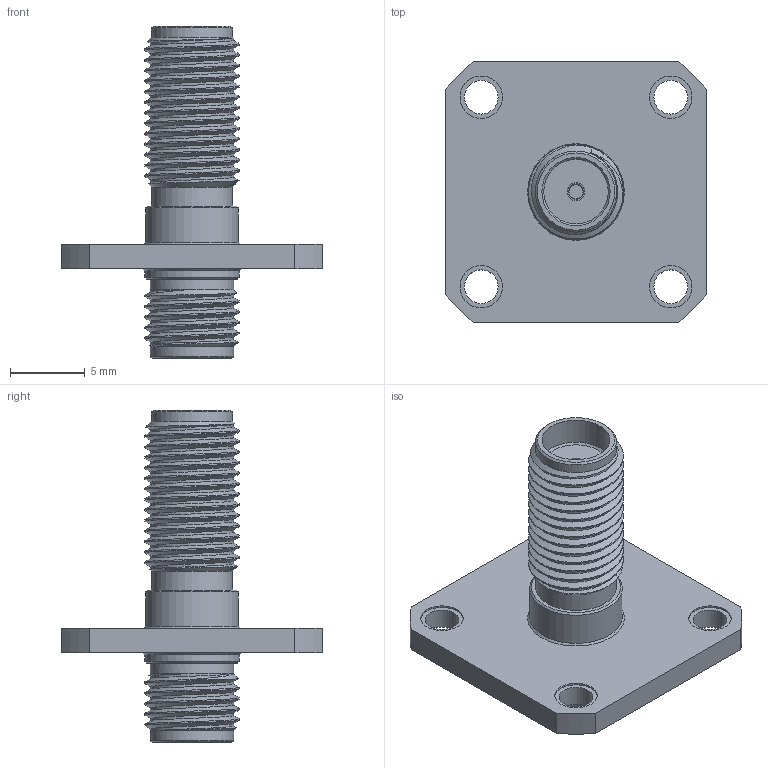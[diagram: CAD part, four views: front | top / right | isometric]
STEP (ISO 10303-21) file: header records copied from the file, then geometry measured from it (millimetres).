
FILE_DESCRIPTION (( 'STEP AP203' ), '1' );
FILE_NAME ('SM4923.step', '2020-01-06T15:49:01', ( '' ), ( '' ), 'SwSTEP 2.0', 'SolidWorks 2018', '' );
FILE_SCHEMA (( 'CONFIG_CONTROL_DESIGN' ));
Length unit declared in the file: inch
Products named in the file (1): SM4923
Bounding box: 17.48 x 17.48 x 22.25 mm (x, y, z)
Volume: 1032.7 mm3; surface area: 1398.7 mm2
Topology: 1 solids, 1 shells, 76 faces, 159 edges, 103 vertices
Faces by surface type: cylinder 30, plane 24, cone 15, bspline 6, torus 1
Full cylindrical faces by diameter (mm): 0.94 x2, 1.194 x2, 2.261 x4, 2.845 x8, 4.572 x2, 5.436 x2, 5.582 x2, 6.223 x1, 6.35 x1
Entity records: 7177 total; most frequent: CARTESIAN_POINT 5727, DIRECTION 290, ORIENTED_EDGE 214, AXIS2_PLACEMENT_3D 137, EDGE_LOOP 136, EDGE_CURVE 107, FACE_OUTER_BOUND 99, VERTEX_POINT 89
